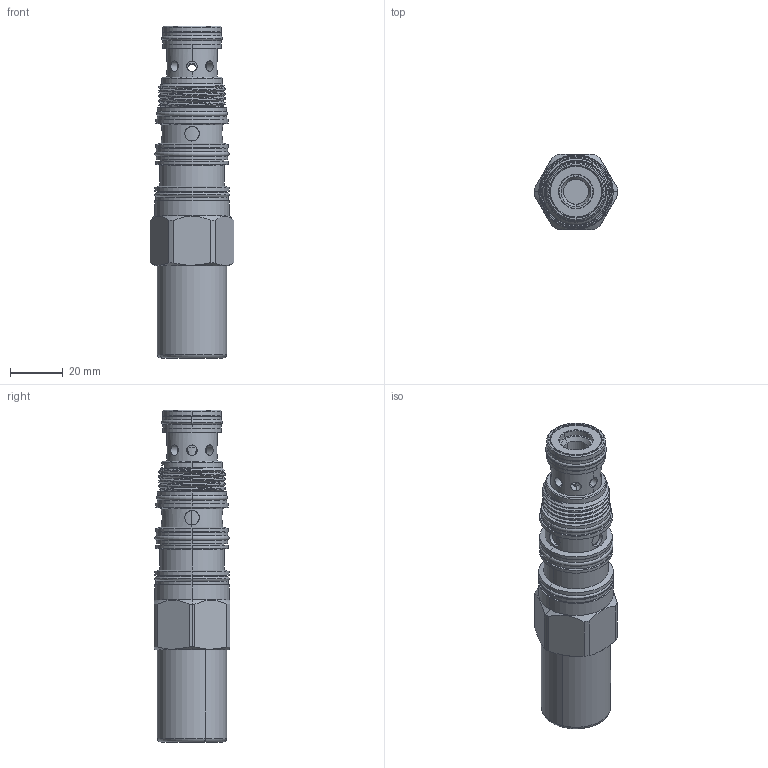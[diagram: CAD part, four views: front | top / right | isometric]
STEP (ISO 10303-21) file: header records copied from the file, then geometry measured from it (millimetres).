
FILE_DESCRIPTION (( 'STEP AP203' ), '1' );
FILE_NAME ('PV22A40(43)(45)-C.STEP', '2020-03-23T05:25:58', ( '' ), ( '' ), 'SwSTEP 2.0', 'SolidWorks 2018', '' );
FILE_SCHEMA (( 'CONFIG_CONTROL_DESIGN' ));
Length unit declared in the file: millimetre
Products named in the file (1): PV22A40(43)(45)-C
Bounding box: 31.8 x 28.57 x 125.69 mm (x, y, z)
Volume: 54028.6 mm3; surface area: 23624.9 mm2
Topology: 8 solids, 12 shells, 395 faces, 966 edges, 598 vertices
Faces by surface type: cylinder 223, plane 77, cone 46, torus 40, bspline 9
Entity records: 21221 total; most frequent: CARTESIAN_POINT 12031, ORIENTED_EDGE 1928, DIRECTION 1898, EDGE_CURVE 964, AXIS2_PLACEMENT_3D 795, VERTEX_POINT 598, EDGE_LOOP 460, CIRCLE 408
